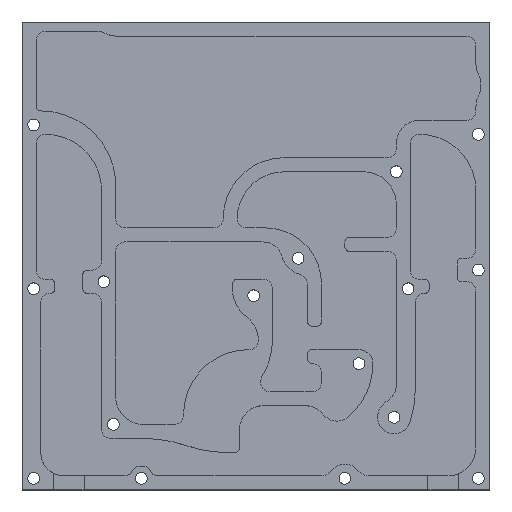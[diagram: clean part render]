
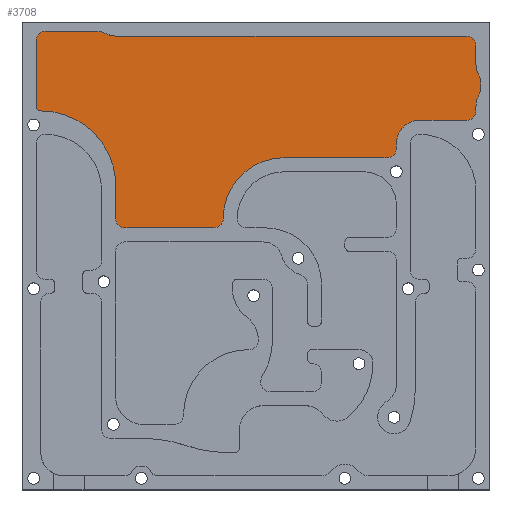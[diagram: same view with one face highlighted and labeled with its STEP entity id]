
A CAD part, top view. The second image highlights one B-rep face of the part: STEP entity #3708.
In plain terms, the highlighted planar face has unit normal (0, 0, 1).
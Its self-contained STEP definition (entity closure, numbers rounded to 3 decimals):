
#277=CIRCLE('',#4039,2.);
#278=CIRCLE('',#4040,13.);
#279=CIRCLE('',#4041,2.);
#280=CIRCLE('',#4042,5.);
#281=CIRCLE('',#4043,2.);
#282=CIRCLE('',#4044,4.25);
#283=CIRCLE('',#4045,4.25);
#284=CIRCLE('',#4046,4.25);
#285=CIRCLE('',#4047,4.25);
#286=CIRCLE('',#4048,2.);
#287=CIRCLE('',#4049,4.25);
#288=CIRCLE('',#4050,4.25);
#289=CIRCLE('',#4051,2.);
#290=CIRCLE('',#4052,1.);
#291=CIRCLE('',#4053,16.028);
#292=CIRCLE('',#4054,2.);
#430=FACE_OUTER_BOUND('',#637,.T.);
#637=EDGE_LOOP('',(#2843,#2844,#2845,#2846,#2847,#2848,#2849,#2850,#2851,
#2852,#2853,#2854,#2855,#2856,#2857,#2858,#2859,#2860,#2861,#2862,#2863,
#2864,#2865,#2866,#2867,#2868,#2869,#2870));
#939=LINE('',#5988,#1293);
#940=LINE('',#5992,#1294);
#941=LINE('',#5996,#1295);
#942=LINE('',#6000,#1296);
#943=LINE('',#6006,#1297);
#944=LINE('',#6012,#1298);
#945=LINE('',#6016,#1299);
#946=LINE('',#6022,#1300);
#947=LINE('',#6026,#1301);
#948=LINE('',#6032,#1302);
#949=LINE('',#6036,#1303);
#950=LINE('',#6037,#1304);
#1293=VECTOR('',#4802,10.);
#1294=VECTOR('',#4805,10.);
#1295=VECTOR('',#4808,10.);
#1296=VECTOR('',#4811,10.);
#1297=VECTOR('',#4816,10.);
#1298=VECTOR('',#4821,10.);
#1299=VECTOR('',#4824,10.);
#1300=VECTOR('',#4829,10.);
#1301=VECTOR('',#4832,10.);
#1302=VECTOR('',#4837,10.);
#1303=VECTOR('',#4840,10.);
#1304=VECTOR('',#4841,10.);
#1706=VERTEX_POINT('',#5982);
#1707=VERTEX_POINT('',#5983);
#1708=VERTEX_POINT('',#5985);
#1709=VERTEX_POINT('',#5987);
#1710=VERTEX_POINT('',#5989);
#1711=VERTEX_POINT('',#5991);
#1712=VERTEX_POINT('',#5993);
#1713=VERTEX_POINT('',#5995);
#1714=VERTEX_POINT('',#5997);
#1715=VERTEX_POINT('',#5999);
#1716=VERTEX_POINT('',#6001);
#1717=VERTEX_POINT('',#6003);
#1718=VERTEX_POINT('',#6005);
#1719=VERTEX_POINT('',#6007);
#1720=VERTEX_POINT('',#6009);
#1721=VERTEX_POINT('',#6011);
#1722=VERTEX_POINT('',#6013);
#1723=VERTEX_POINT('',#6015);
#1724=VERTEX_POINT('',#6017);
#1725=VERTEX_POINT('',#6019);
#1726=VERTEX_POINT('',#6021);
#1727=VERTEX_POINT('',#6023);
#1728=VERTEX_POINT('',#6025);
#1729=VERTEX_POINT('',#6027);
#1730=VERTEX_POINT('',#6029);
#1731=VERTEX_POINT('',#6031);
#1732=VERTEX_POINT('',#6033);
#1733=VERTEX_POINT('',#6035);
#2148=EDGE_CURVE('',#1706,#1707,#277,.T.);
#2149=EDGE_CURVE('',#1708,#1706,#278,.T.);
#2150=EDGE_CURVE('',#1709,#1708,#939,.T.);
#2151=EDGE_CURVE('',#1710,#1709,#279,.T.);
#2152=EDGE_CURVE('',#1711,#1710,#940,.T.);
#2153=EDGE_CURVE('',#1712,#1711,#280,.T.);
#2154=EDGE_CURVE('',#1713,#1712,#941,.T.);
#2155=EDGE_CURVE('',#1714,#1713,#281,.T.);
#2156=EDGE_CURVE('',#1715,#1714,#942,.T.);
#2157=EDGE_CURVE('',#1716,#1715,#282,.T.);
#2158=EDGE_CURVE('',#1717,#1716,#283,.T.);
#2159=EDGE_CURVE('',#1718,#1717,#943,.T.);
#2160=EDGE_CURVE('',#1719,#1718,#284,.T.);
#2161=EDGE_CURVE('',#1720,#1719,#285,.T.);
#2162=EDGE_CURVE('',#1721,#1720,#944,.T.);
#2163=EDGE_CURVE('',#1722,#1721,#286,.T.);
#2164=EDGE_CURVE('',#1723,#1722,#945,.T.);
#2165=EDGE_CURVE('',#1724,#1723,#287,.T.);
#2166=EDGE_CURVE('',#1725,#1724,#288,.T.);
#2167=EDGE_CURVE('',#1726,#1725,#946,.T.);
#2168=EDGE_CURVE('',#1727,#1726,#289,.T.);
#2169=EDGE_CURVE('',#1728,#1727,#947,.T.);
#2170=EDGE_CURVE('',#1729,#1728,#290,.T.);
#2171=EDGE_CURVE('',#1730,#1729,#291,.T.);
#2172=EDGE_CURVE('',#1731,#1730,#948,.T.);
#2173=EDGE_CURVE('',#1732,#1731,#292,.T.);
#2174=EDGE_CURVE('',#1733,#1732,#949,.T.);
#2175=EDGE_CURVE('',#1707,#1733,#950,.T.);
#2843=ORIENTED_EDGE('',*,*,#2148,.F.);
#2844=ORIENTED_EDGE('',*,*,#2149,.F.);
#2845=ORIENTED_EDGE('',*,*,#2150,.F.);
#2846=ORIENTED_EDGE('',*,*,#2151,.F.);
#2847=ORIENTED_EDGE('',*,*,#2152,.F.);
#2848=ORIENTED_EDGE('',*,*,#2153,.F.);
#2849=ORIENTED_EDGE('',*,*,#2154,.F.);
#2850=ORIENTED_EDGE('',*,*,#2155,.F.);
#2851=ORIENTED_EDGE('',*,*,#2156,.F.);
#2852=ORIENTED_EDGE('',*,*,#2157,.F.);
#2853=ORIENTED_EDGE('',*,*,#2158,.F.);
#2854=ORIENTED_EDGE('',*,*,#2159,.F.);
#2855=ORIENTED_EDGE('',*,*,#2160,.F.);
#2856=ORIENTED_EDGE('',*,*,#2161,.F.);
#2857=ORIENTED_EDGE('',*,*,#2162,.F.);
#2858=ORIENTED_EDGE('',*,*,#2163,.F.);
#2859=ORIENTED_EDGE('',*,*,#2164,.F.);
#2860=ORIENTED_EDGE('',*,*,#2165,.F.);
#2861=ORIENTED_EDGE('',*,*,#2166,.F.);
#2862=ORIENTED_EDGE('',*,*,#2167,.F.);
#2863=ORIENTED_EDGE('',*,*,#2168,.F.);
#2864=ORIENTED_EDGE('',*,*,#2169,.F.);
#2865=ORIENTED_EDGE('',*,*,#2170,.F.);
#2866=ORIENTED_EDGE('',*,*,#2171,.F.);
#2867=ORIENTED_EDGE('',*,*,#2172,.F.);
#2868=ORIENTED_EDGE('',*,*,#2173,.F.);
#2869=ORIENTED_EDGE('',*,*,#2174,.F.);
#2870=ORIENTED_EDGE('',*,*,#2175,.F.);
#3585=PLANE('',#4038);
#3708=ADVANCED_FACE('',(#430),#3585,.F.);
#4038=AXIS2_PLACEMENT_3D('',#5981,#4796,#4797);
#4039=AXIS2_PLACEMENT_3D('',#5984,#4798,#4799);
#4040=AXIS2_PLACEMENT_3D('',#5986,#4800,#4801);
#4041=AXIS2_PLACEMENT_3D('',#5990,#4803,#4804);
#4042=AXIS2_PLACEMENT_3D('',#5994,#4806,#4807);
#4043=AXIS2_PLACEMENT_3D('',#5998,#4809,#4810);
#4044=AXIS2_PLACEMENT_3D('',#6002,#4812,#4813);
#4045=AXIS2_PLACEMENT_3D('',#6004,#4814,#4815);
#4046=AXIS2_PLACEMENT_3D('',#6008,#4817,#4818);
#4047=AXIS2_PLACEMENT_3D('',#6010,#4819,#4820);
#4048=AXIS2_PLACEMENT_3D('',#6014,#4822,#4823);
#4049=AXIS2_PLACEMENT_3D('',#6018,#4825,#4826);
#4050=AXIS2_PLACEMENT_3D('',#6020,#4827,#4828);
#4051=AXIS2_PLACEMENT_3D('',#6024,#4830,#4831);
#4052=AXIS2_PLACEMENT_3D('',#6028,#4833,#4834);
#4053=AXIS2_PLACEMENT_3D('',#6030,#4835,#4836);
#4054=AXIS2_PLACEMENT_3D('',#6034,#4838,#4839);
#4796=DIRECTION('center_axis',(0.,0.,-1.));
#4797=DIRECTION('ref_axis',(-1.,0.,0.));
#4798=DIRECTION('center_axis',(0.,0.,-1.));
#4799=DIRECTION('ref_axis',(0.,-1.,0.));
#4800=DIRECTION('center_axis',(0.,0.,1.));
#4801=DIRECTION('ref_axis',(0.,1.,0.));
#4802=DIRECTION('',(-1.,0.,0.));
#4803=DIRECTION('center_axis',(0.,0.,-1.));
#4804=DIRECTION('ref_axis',(0.,-1.,0.));
#4805=DIRECTION('',(0.,-1.,0.));
#4806=DIRECTION('center_axis',(0.,0.,1.));
#4807=DIRECTION('ref_axis',(0.,1.,0.));
#4808=DIRECTION('',(-1.,0.,0.));
#4809=DIRECTION('center_axis',(0.,0.,-1.));
#4810=DIRECTION('ref_axis',(0.,-1.,0.));
#4811=DIRECTION('',(0.,-1.,0.));
#4812=DIRECTION('center_axis',(0.,0.,1.));
#4813=DIRECTION('ref_axis',(-0.882,0.471,0.));
#4814=DIRECTION('center_axis',(0.,0.,-1.));
#4815=DIRECTION('ref_axis',(0.882,-0.471,0.));
#4816=DIRECTION('',(0.,-1.,0.));
#4817=DIRECTION('center_axis',(0.,0.,-1.));
#4818=DIRECTION('ref_axis',(1.,0.,0.));
#4819=DIRECTION('center_axis',(0.,0.,1.));
#4820=DIRECTION('ref_axis',(-1.,0.,0.));
#4821=DIRECTION('',(0.,-1.,0.));
#4822=DIRECTION('center_axis',(0.,0.,-1.));
#4823=DIRECTION('ref_axis',(1.,0.,0.));
#4824=DIRECTION('',(1.,0.,0.));
#4825=DIRECTION('center_axis',(0.,0.,1.));
#4826=DIRECTION('ref_axis',(-0.471,-0.882,0.));
#4827=DIRECTION('center_axis',(0.,0.,-1.));
#4828=DIRECTION('ref_axis',(0.471,0.882,0.));
#4829=DIRECTION('',(1.,0.,0.));
#4830=DIRECTION('center_axis',(0.,0.,-1.));
#4831=DIRECTION('ref_axis',(0.,1.,0.));
#4832=DIRECTION('',(0.,1.,0.));
#4833=DIRECTION('center_axis',(0.,0.,-1.));
#4834=DIRECTION('ref_axis',(-1.,0.,0.));
#4835=DIRECTION('center_axis',(0.,0.,1.));
#4836=DIRECTION('ref_axis',(0.998,-0.057,0.));
#4837=DIRECTION('',(0.,1.,0.));
#4838=DIRECTION('center_axis',(0.,0.,-1.));
#4839=DIRECTION('ref_axis',(-1.,-0.03,0.));
#4840=DIRECTION('',(-1.,0.,0.));
#4841=DIRECTION('',(-1.,0.,0.));
#5981=CARTESIAN_POINT('Origin',(50.,50.,-2.));
#5982=CARTESIAN_POINT('',(43.,58.,-2.));
#5983=CARTESIAN_POINT('',(41.,56.,-2.));
#5984=CARTESIAN_POINT('Origin',(41.,58.,-2.));
#5985=CARTESIAN_POINT('',(56.,71.,-2.));
#5986=CARTESIAN_POINT('Origin',(56.,58.,-2.));
#5987=CARTESIAN_POINT('',(78.,71.,-2.));
#5988=CARTESIAN_POINT('',(53.,71.,-2.));
#5989=CARTESIAN_POINT('',(80.,73.,-2.));
#5990=CARTESIAN_POINT('Origin',(78.,73.,-2.));
#5991=CARTESIAN_POINT('',(80.,74.,-2.));
#5992=CARTESIAN_POINT('',(80.,61.5,-2.));
#5993=CARTESIAN_POINT('',(85.,79.,-2.));
#5994=CARTESIAN_POINT('Origin',(85.,74.,-2.));
#5995=CARTESIAN_POINT('',(95.,79.,-2.));
#5996=CARTESIAN_POINT('',(67.5,79.,-2.));
#5997=CARTESIAN_POINT('',(97.,81.,-2.));
#5998=CARTESIAN_POINT('Origin',(95.,81.,-2.));
#5999=CARTESIAN_POINT('',(97.,82.,-2.));
#6000=CARTESIAN_POINT('',(97.,65.5,-2.));
#6001=CARTESIAN_POINT('',(97.5,84.,-2.));
#6002=CARTESIAN_POINT('Origin',(101.25,82.,-2.));
#6003=CARTESIAN_POINT('',(98.,86.,-2.));
#6004=CARTESIAN_POINT('Origin',(93.75,86.,-2.));
#6005=CARTESIAN_POINT('',(98.,87.,-2.));
#6006=CARTESIAN_POINT('',(98.,68.,-2.));
#6007=CARTESIAN_POINT('',(97.5,89.,-2.));
#6008=CARTESIAN_POINT('Origin',(93.75,87.,-2.));
#6009=CARTESIAN_POINT('',(97.,91.,-2.));
#6010=CARTESIAN_POINT('Origin',(101.25,91.,-2.));
#6011=CARTESIAN_POINT('',(97.,95.,-2.));
#6012=CARTESIAN_POINT('',(97.,70.5,-2.));
#6013=CARTESIAN_POINT('',(95.,97.,-2.));
#6014=CARTESIAN_POINT('Origin',(95.,95.,-2.));
#6015=CARTESIAN_POINT('',(20.,97.,-2.));
#6016=CARTESIAN_POINT('',(72.5,97.,-2.));
#6017=CARTESIAN_POINT('',(18.,97.5,-2.));
#6018=CARTESIAN_POINT('Origin',(20.,101.25,-2.));
#6019=CARTESIAN_POINT('',(16.,98.,-2.));
#6020=CARTESIAN_POINT('Origin',(16.,93.75,-2.));
#6021=CARTESIAN_POINT('',(5.,98.,-2.));
#6022=CARTESIAN_POINT('',(33.,98.,-2.));
#6023=CARTESIAN_POINT('',(3.,96.,-2.));
#6024=CARTESIAN_POINT('Origin',(5.,96.,-2.));
#6025=CARTESIAN_POINT('',(3.,82.,-2.));
#6026=CARTESIAN_POINT('',(3.,73.,-2.));
#6027=CARTESIAN_POINT('',(4.,81.,-2.));
#6028=CARTESIAN_POINT('Origin',(4.,82.,-2.));
#6029=CARTESIAN_POINT('',(20.,64.06,-2.));
#6030=CARTESIAN_POINT('Origin',(3.998,64.972,-2.));
#6031=CARTESIAN_POINT('',(20.,57.94,-2.));
#6032=CARTESIAN_POINT('',(20.,57.03,-2.));
#6033=CARTESIAN_POINT('',(22.,56.,-2.));
#6034=CARTESIAN_POINT('Origin',(21.999,58.,-2.));
#6035=CARTESIAN_POINT('',(29.,56.,-2.));
#6036=CARTESIAN_POINT('',(36.,56.,-2.));
#6037=CARTESIAN_POINT('',(39.5,56.,-2.));
